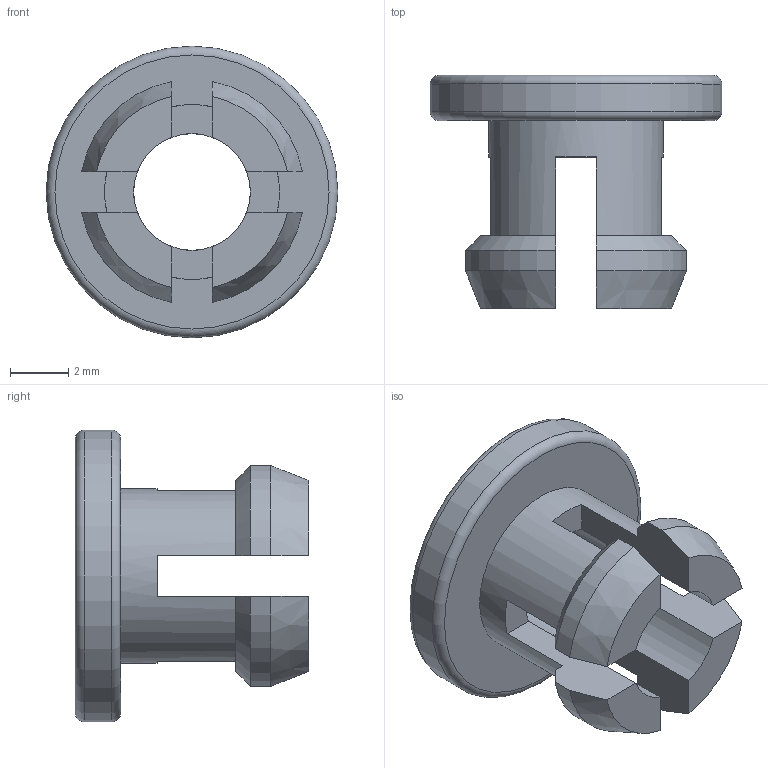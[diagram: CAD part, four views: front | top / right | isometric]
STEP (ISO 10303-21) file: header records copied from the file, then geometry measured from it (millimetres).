
FILE_DESCRIPTION(/* description */ ('Alibre Inc.'),/* implementation_level */ '2;1');
FILE_NAME(/* name */ 'export0',/* time_stamp */ '2015-07-05T23:08:22+12:00',/* author */ (''),/* organization */ (''),/* preprocessor_version */ 'ST-DEVELOPER v14',/* originating_system */ 'Alibre',/* authorisation */ '');
FILE_SCHEMA (('CONFIG_CONTROL_DESIGN'));
Length unit declared in the file: centimetre
Products named in the file (1): ID_1
Bounding box: 10 x 8 x 10 mm (x, y, z)
Volume: 198.5 mm3; surface area: 416.7 mm2
Topology: 1 solids, 1 shells, 40 faces, 111 edges, 73 vertices
Faces by surface type: plane 22, cone 8, cylinder 7, torus 3
Full cylindrical faces by diameter (mm): 4 x1, 6 x1, 10 x1
Entity records: 1131 total; most frequent: CARTESIAN_POINT 213, ORIENTED_EDGE 206, DIRECTION 121, EDGE_CURVE 103, VERTEX_POINT 71, VECTOR 48, LINE 48, EDGE_LOOP 48
